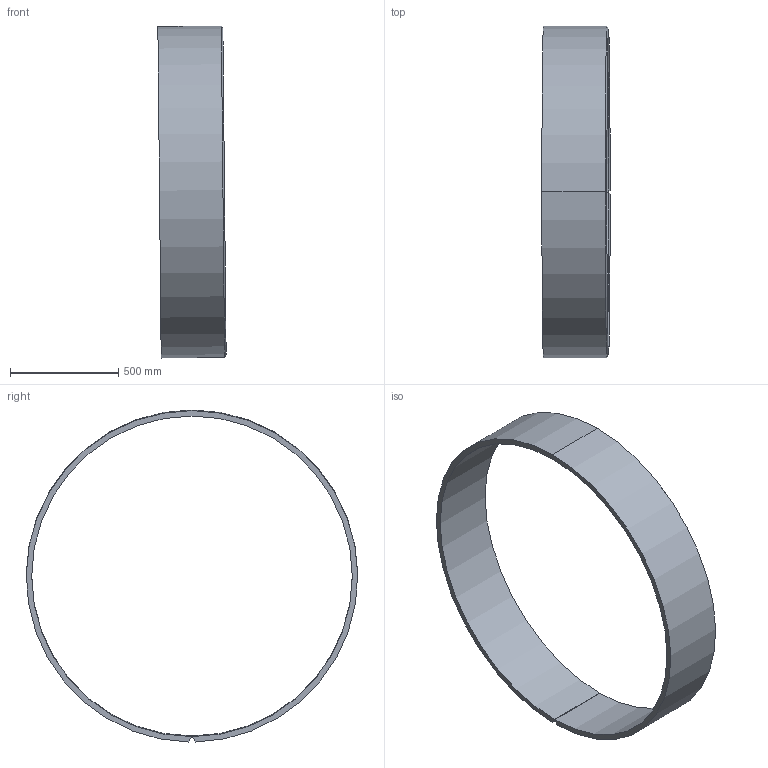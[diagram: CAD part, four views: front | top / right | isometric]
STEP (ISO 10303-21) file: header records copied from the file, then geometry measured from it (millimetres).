
FILE_DESCRIPTION(('CoCreate Modeling STEP Export'),'2;1');
FILE_NAME('s3.stp','2011-05-24T10:31:01',(''),(''),'CoCreate Modeling STEP processor for AP214 (Solid Model)','CoCreate Modeling 18.0P1120 20-Nov-2010 (C) Parametric Technology GmbH','');
FILE_SCHEMA(('AUTOMOTIVE_DESIGN { 1 0 10303 214 1 1 1 1 }'));
Length unit declared in the file: millimetre
Products named in the file (2): 107_SHELL_NEAR_NOZZLE.PRT
Assembly tree (1 placements, depth 2):
  107_SHELL_NEAR_NOZZLE.PRT
    107_SHELL_NEAR_NOZZLE.PRT
Bounding box: 315.16 x 1529.92 x 1532.7 mm (x, y, z)
Volume: 34912935 mm3; surface area: 3029859.7 mm2
Topology: 1 solids, 1 shells, 11 faces, 24 edges, 15 vertices
Faces by surface type: cylinder 4, cone 4, plane 3
Entity records: 424 total; most frequent: CARTESIAN_POINT 67, ORIENTED_EDGE 48, DIRECTION 46, EDGE_CURVE 24, AXIS2_PLACEMENT_3D 18, VERTEX_POINT 15, COLOUR_RGB 12, FILL_AREA_STYLE_COLOUR 12
